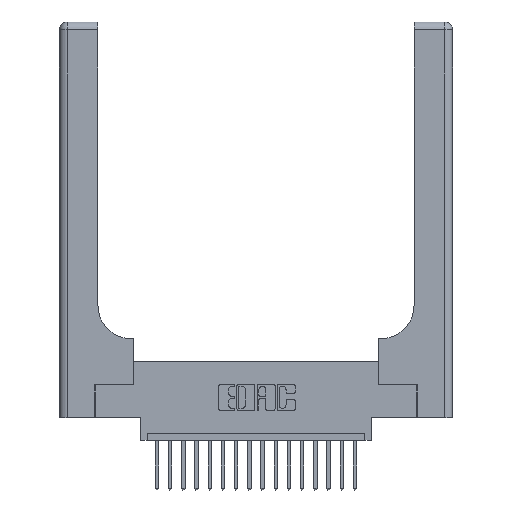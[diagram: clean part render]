
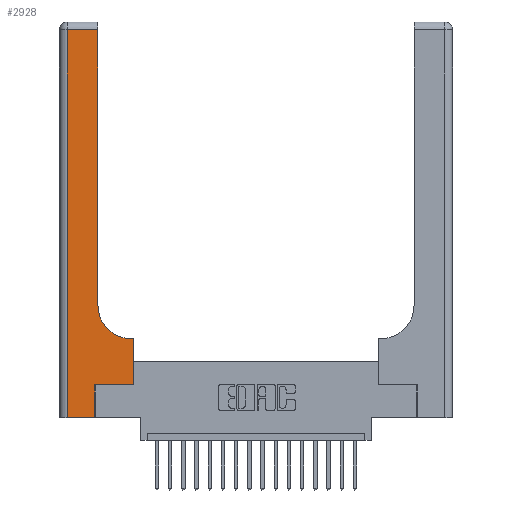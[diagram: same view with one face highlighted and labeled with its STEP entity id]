
A CAD part, top view. The second image highlights one B-rep face of the part: STEP entity #2928.
In plain terms, the highlighted planar face has unit normal (0, 0, 1).
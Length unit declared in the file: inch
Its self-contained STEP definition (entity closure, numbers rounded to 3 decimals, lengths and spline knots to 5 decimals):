
#1233 = EDGE_CURVE ( 'NONE', #13357, #18420, #8853, .T. ) ;
#1338 = LINE ( 'NONE', #18390, #14211 ) ;
#1647 = VERTEX_POINT ( 'NONE', #6029 ) ;
#1731 = LINE ( 'NONE', #20157, #7295 ) ;
#1957 = DIRECTION ( 'NONE',  ( -1., 0., 0. ) ) ;
#1965 = DIRECTION ( 'NONE',  ( 0., 1., 0. ) ) ;
#2172 = EDGE_LOOP ( 'NONE', ( #19339, #6131, #2622, #15690, #7980, #11054, #18779, #15527, #11528 ) ) ;
#2579 = VERTEX_POINT ( 'NONE', #13587 ) ;
#2622 = ORIENTED_EDGE ( 'NONE', *, *, #12441, .T. ) ;
#2928 = ADVANCED_FACE ( 'NONE', ( #5957 ), #11640, .F. ) ;
#3442 = CARTESIAN_POINT ( 'NONE',  ( 0.269, 0.25, 0.37 ) ) ;
#4337 = DIRECTION ( 'NONE',  ( 0., 1., 0. ) ) ;
#4476 = AXIS2_PLACEMENT_3D ( 'NONE', #14902, #19491, #19563 ) ;
#4728 = CARTESIAN_POINT ( 'NONE',  ( 0.269, 0., 0.37 ) ) ;
#4819 = EDGE_CURVE ( 'NONE', #2579, #12026, #5632, .T. ) ;
#4967 = EDGE_CURVE ( 'NONE', #5083, #13357, #1338, .T. ) ;
#5083 = VERTEX_POINT ( 'NONE', #16245 ) ;
#5632 = LINE ( 'NONE', #18026, #16521 ) ;
#5738 = CARTESIAN_POINT ( 'NONE',  ( 0.5585, 0.25, 0.37 ) ) ;
#5815 = CARTESIAN_POINT ( 'NONE',  ( 0.2915, 2.94, 0.37 ) ) ;
#5949 = CARTESIAN_POINT ( 'NONE',  ( 0.5585, 0.25, 0.37 ) ) ;
#5957 = FACE_OUTER_BOUND ( 'NONE', #2172, .T. ) ;
#6029 = CARTESIAN_POINT ( 'NONE',  ( 0.06, 2.94, 0.37 ) ) ;
#6131 = ORIENTED_EDGE ( 'NONE', *, *, #17443, .T. ) ;
#7295 = VECTOR ( 'NONE', #11823, 39.37008 ) ;
#7355 = VERTEX_POINT ( 'NONE', #5738 ) ;
#7980 = ORIENTED_EDGE ( 'NONE', *, *, #1233, .T. ) ;
#8008 = CARTESIAN_POINT ( 'NONE',  ( 0.269, 0.25, 0.37 ) ) ;
#8485 = CARTESIAN_POINT ( 'NONE',  ( 0.269, 0., 0.37 ) ) ;
#8688 = LINE ( 'NONE', #8008, #11727 ) ;
#8853 = LINE ( 'NONE', #4728, #12908 ) ;
#8986 = VERTEX_POINT ( 'NONE', #12369 ) ;
#9426 = EDGE_CURVE ( 'NONE', #18420, #7355, #8688, .T. ) ;
#9637 = DIRECTION ( 'NONE',  ( 0., 0., -1. ) ) ;
#9836 = LINE ( 'NONE', #12358, #12140 ) ;
#10737 = EDGE_CURVE ( 'NONE', #18712, #8986, #17784, .T. ) ;
#11054 = ORIENTED_EDGE ( 'NONE', *, *, #9426, .T. ) ;
#11478 = CARTESIAN_POINT ( 'NONE',  ( 0.2915, 0.6, 0.37 ) ) ;
#11528 = ORIENTED_EDGE ( 'NONE', *, *, #16685, .T. ) ;
#11583 = CIRCLE ( 'NONE', #14661, 0.25 ) ;
#11640 = PLANE ( 'NONE',  #4476 ) ;
#11727 = VECTOR ( 'NONE', #20719, 39.37008 ) ;
#11823 = DIRECTION ( 'NONE',  ( -1., 0., 0. ) ) ;
#12026 = VERTEX_POINT ( 'NONE', #5815 ) ;
#12140 = VECTOR ( 'NONE', #14121, 39.37008 ) ;
#12358 = CARTESIAN_POINT ( 'NONE',  ( 0.06, 3., 0.37 ) ) ;
#12369 = CARTESIAN_POINT ( 'NONE',  ( 0.5415, 0.6, 0.37 ) ) ;
#12441 = EDGE_CURVE ( 'NONE', #1647, #5083, #9836, .T. ) ;
#12893 = DIRECTION ( 'NONE',  ( 1., 0., 0. ) ) ;
#12908 = VECTOR ( 'NONE', #1965, 39.37008 ) ;
#13357 = VERTEX_POINT ( 'NONE', #8485 ) ;
#13425 = DIRECTION ( 'NONE',  ( 0., 1., 0. ) ) ;
#13489 = VECTOR ( 'NONE', #1957, 39.37008 ) ;
#13560 = DIRECTION ( 'NONE',  ( 1., 0., 0. ) ) ;
#13587 = CARTESIAN_POINT ( 'NONE',  ( 0.2915, 0.85, 0.37 ) ) ;
#14121 = DIRECTION ( 'NONE',  ( 0., -1., 0. ) ) ;
#14211 = VECTOR ( 'NONE', #13560, 39.37008 ) ;
#14661 = AXIS2_PLACEMENT_3D ( 'NONE', #19400, #9637, #12893 ) ;
#14902 = CARTESIAN_POINT ( 'NONE',  ( 0., 3., 0.37 ) ) ;
#15527 = ORIENTED_EDGE ( 'NONE', *, *, #10737, .T. ) ;
#15690 = ORIENTED_EDGE ( 'NONE', *, *, #4967, .T. ) ;
#16245 = CARTESIAN_POINT ( 'NONE',  ( 0.06, 0., 0.37 ) ) ;
#16521 = VECTOR ( 'NONE', #13425, 39.37008 ) ;
#16685 = EDGE_CURVE ( 'NONE', #8986, #2579, #11583, .T. ) ;
#17443 = EDGE_CURVE ( 'NONE', #12026, #1647, #1731, .T. ) ;
#17784 = LINE ( 'NONE', #11478, #13489 ) ;
#18026 = CARTESIAN_POINT ( 'NONE',  ( 0.2915, 3., 0.37 ) ) ;
#18390 = CARTESIAN_POINT ( 'NONE',  ( 0., 0., 0.37 ) ) ;
#18420 = VERTEX_POINT ( 'NONE', #3442 ) ;
#18501 = CARTESIAN_POINT ( 'NONE',  ( 0.5585, 0.6, 0.37 ) ) ;
#18712 = VERTEX_POINT ( 'NONE', #18501 ) ;
#18779 = ORIENTED_EDGE ( 'NONE', *, *, #20642, .T. ) ;
#19339 = ORIENTED_EDGE ( 'NONE', *, *, #4819, .T. ) ;
#19400 = CARTESIAN_POINT ( 'NONE',  ( 0.5415, 0.85, 0.37 ) ) ;
#19491 = DIRECTION ( 'NONE',  ( 0., 0., -1. ) ) ;
#19563 = DIRECTION ( 'NONE',  ( -1., 0., 0. ) ) ;
#20039 = VECTOR ( 'NONE', #4337, 39.37008 ) ;
#20157 = CARTESIAN_POINT ( 'NONE',  ( 0., 2.94, 0.37 ) ) ;
#20642 = EDGE_CURVE ( 'NONE', #7355, #18712, #20792, .T. ) ;
#20719 = DIRECTION ( 'NONE',  ( 1., 0., 0. ) ) ;
#20792 = LINE ( 'NONE', #5949, #20039 ) ;
